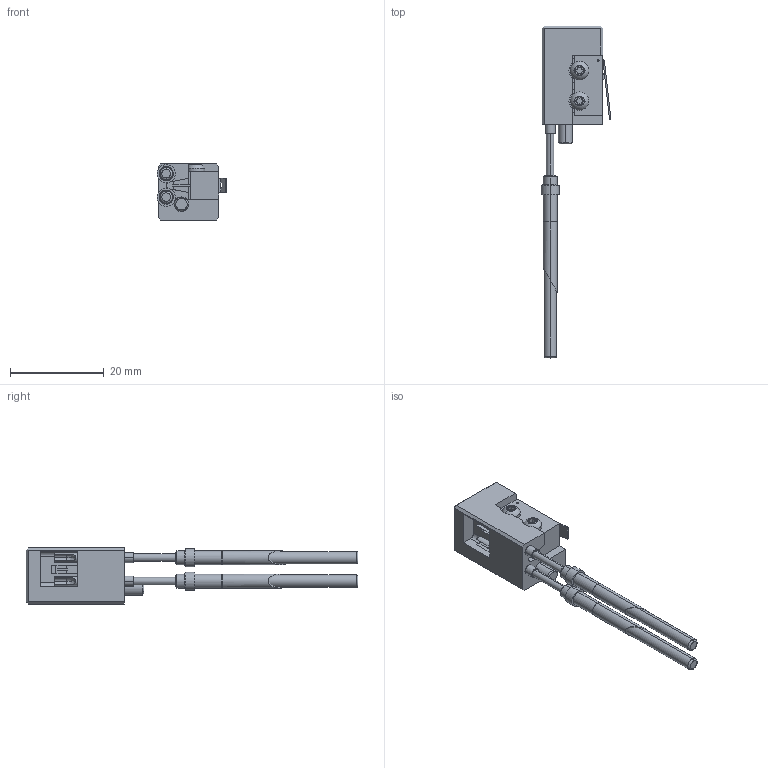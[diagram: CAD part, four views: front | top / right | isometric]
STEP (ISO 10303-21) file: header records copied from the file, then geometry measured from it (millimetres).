
FILE_DESCRIPTION (( 'STEP AP214' ), '1' );
FILE_NAME ('INGUN_105850.STEP', '2024-04-17T09:15:33', ( '' ), ( '' ), 'SwSTEP 2.0', 'SolidWorks 2021', '' );
FILE_SCHEMA (( 'AUTOMOTIVE_DESIGN' ));
Length unit declared in the file: millimetre
Products named in the file (9): 104654~0_bet„tigt<S>; INGUN_105850; DS-103-Master__ADA~ds_DS-103 02; 105849~0_S; GKS-114-0015__ADA~gks_Hub = 09 <S>; ISO7380~n_M02,0x008; KT-Master__ADA~kt_KT-254 L3 E02-30; DIN7991~n_M03,0x025; KS-113-Master__ADA~ks_KS-113 23
Assembly tree (13 placements, depth 2):
  INGUN_105850
    105849~0_S
    104654~0_bet„tigt<S>
    KT-Master__ADA~kt_KT-254 L3 E02-30  x2
    KS-113-Master__ADA~ks_KS-113 23  x2
    GKS-114-0015__ADA~gks_Hub = 09 <S>  x2
    ISO7380~n_M02,0x008  x2
    DIN7991~n_M03,0x025
    DS-103-Master__ADA~ds_DS-103 02  x2
Bounding box: 14.9 x 70.8 x 12 mm (x, y, z)
Volume: 3504.8 mm3; surface area: 4556.5 mm2
Topology: 21 solids, 21 shells, 850 faces, 2168 edges, 1374 vertices
Faces by surface type: plane 410, cylinder 338, cone 50, bspline 36, torus 12, sphere 4
Entity records: 25798 total; most frequent: CARTESIAN_POINT 10499, ORIENTED_EDGE 2986, DIRECTION 2559, EDGE_CURVE 1493, VERTEX_POINT 955, AXIS2_PLACEMENT_3D 897, VECTOR 765, LINE 765
